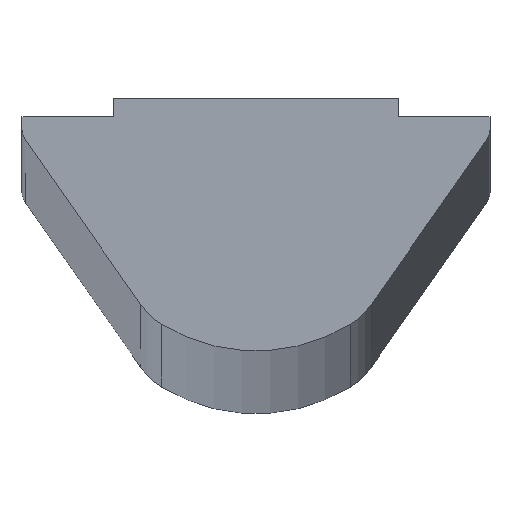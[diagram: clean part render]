
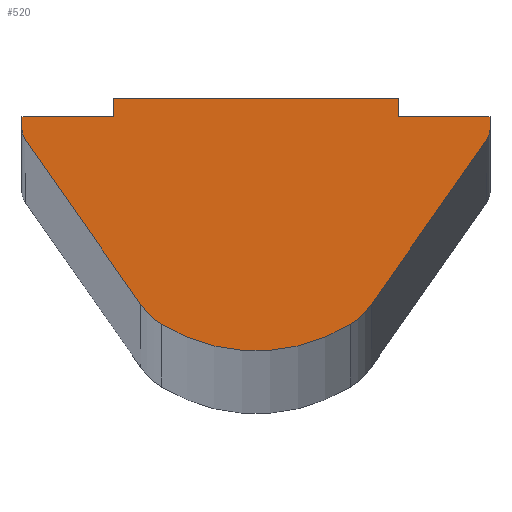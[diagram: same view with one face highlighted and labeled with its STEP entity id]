
A CAD part, top view. The second image highlights one B-rep face of the part: STEP entity #520.
In plain terms, the highlighted face is planar.
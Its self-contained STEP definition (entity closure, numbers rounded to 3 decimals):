
#35=PLANE('',#497);
#37=CIRCLE('',#474,0.5);
#39=CIRCLE('',#478,2.);
#41=CIRCLE('',#481,5.);
#43=CIRCLE('',#484,2.);
#45=CIRCLE('',#488,0.5);
#103=ORIENTED_EDGE('',*,*,#263,.T.);
#104=ORIENTED_EDGE('',*,*,#224,.T.);
#105=ORIENTED_EDGE('',*,*,#228,.T.);
#106=ORIENTED_EDGE('',*,*,#231,.T.);
#107=ORIENTED_EDGE('',*,*,#234,.T.);
#108=ORIENTED_EDGE('',*,*,#237,.T.);
#109=ORIENTED_EDGE('',*,*,#240,.T.);
#110=ORIENTED_EDGE('',*,*,#243,.T.);
#111=ORIENTED_EDGE('',*,*,#246,.T.);
#112=ORIENTED_EDGE('',*,*,#249,.T.);
#113=ORIENTED_EDGE('',*,*,#252,.T.);
#114=ORIENTED_EDGE('',*,*,#255,.T.);
#115=ORIENTED_EDGE('',*,*,#258,.T.);
#116=ORIENTED_EDGE('',*,*,#261,.T.);
#134=VECTOR('',#308,1.);
#140=VECTOR('',#334,1.);
#144=VECTOR('',#346,1.);
#147=VECTOR('',#351,1.);
#150=VECTOR('',#356,1.);
#153=VECTOR('',#361,1.);
#156=VECTOR('',#366,1.);
#159=VECTOR('',#371,1.);
#161=VECTOR('',#375,1.);
#166=LINE('',#398,#134);
#172=LINE('',#422,#140);
#176=LINE('',#434,#144);
#179=LINE('',#440,#147);
#182=LINE('',#446,#150);
#185=LINE('',#452,#153);
#188=LINE('',#458,#156);
#191=LINE('',#464,#159);
#193=LINE('',#467,#161);
#196=VERTEX_POINT('',#387);
#197=VERTEX_POINT('',#389);
#200=VERTEX_POINT('',#396);
#202=VERTEX_POINT('',#402);
#204=VERTEX_POINT('',#408);
#206=VERTEX_POINT('',#414);
#208=VERTEX_POINT('',#420);
#210=VERTEX_POINT('',#426);
#212=VERTEX_POINT('',#432);
#214=VERTEX_POINT('',#438);
#216=VERTEX_POINT('',#444);
#218=VERTEX_POINT('',#450);
#220=VERTEX_POINT('',#456);
#222=VERTEX_POINT('',#462);
#224=EDGE_CURVE('',#197,#196,#37,.T.);
#228=EDGE_CURVE('',#196,#200,#166,.T.);
#231=EDGE_CURVE('',#200,#202,#39,.T.);
#234=EDGE_CURVE('',#202,#204,#41,.T.);
#237=EDGE_CURVE('',#204,#206,#43,.T.);
#240=EDGE_CURVE('',#206,#208,#172,.T.);
#243=EDGE_CURVE('',#208,#210,#45,.T.);
#246=EDGE_CURVE('',#210,#212,#176,.T.);
#249=EDGE_CURVE('',#212,#214,#179,.T.);
#252=EDGE_CURVE('',#214,#216,#182,.T.);
#255=EDGE_CURVE('',#216,#218,#185,.T.);
#258=EDGE_CURVE('',#218,#220,#188,.T.);
#261=EDGE_CURVE('',#220,#222,#191,.T.);
#263=EDGE_CURVE('',#222,#197,#193,.T.);
#279=EDGE_LOOP('',(#103,#104,#105,#106,#107,#108,#109,#110,#111,#112,#113,
#114,#115,#116));
#295=FACE_BOUND('',#279,.T.);
#300=DIRECTION('',(-1.,0.,0.));
#301=DIRECTION('',(0.,0.,-0.5));
#308=DIRECTION('',(0.,-4.574,3.203));
#313=DIRECTION('',(-1.,0.,0.));
#314=DIRECTION('',(0.,-1.147,-1.638));
#320=DIRECTION('',(-1.,0.,0.));
#321=DIRECTION('',(0.,-4.262,-2.615));
#327=DIRECTION('',(-1.,0.,0.));
#328=DIRECTION('',(0.,-1.705,1.046));
#334=DIRECTION('',(0.,4.574,3.203));
#339=DIRECTION('',(-1.,0.,0.));
#340=DIRECTION('',(0.,-0.287,0.41));
#346=DIRECTION('',(0.,0.344,0.));
#351=DIRECTION('',(0.,0.,-2.55));
#356=DIRECTION('',(0.,0.5,0.));
#361=DIRECTION('',(0.,0.,-7.9));
#366=DIRECTION('',(0.,-0.5,0.));
#371=DIRECTION('',(0.,0.,-2.55));
#375=DIRECTION('',(0.,-0.344,0.));
#377=DIRECTION('',(-1.,0.,0.));
#378=DIRECTION('',(0.,1.,0.));
#387=CARTESIAN_POINT('',(0.,-5.331,-6.41));
#389=CARTESIAN_POINT('',(0.,-5.044,-6.5));
#390=CARTESIAN_POINT('',(0.,-5.044,-6.));
#396=CARTESIAN_POINT('',(0.,-9.904,-3.207));
#398=CARTESIAN_POINT('',(0.,-5.331,-6.41));
#402=CARTESIAN_POINT('',(0.,-10.462,-2.615));
#404=CARTESIAN_POINT('',(0.,-8.757,-1.569));
#408=CARTESIAN_POINT('',(0.,-10.462,2.615));
#410=CARTESIAN_POINT('',(0.,-6.2,0.));
#414=CARTESIAN_POINT('',(0.,-9.904,3.207));
#416=CARTESIAN_POINT('',(0.,-8.757,1.569));
#420=CARTESIAN_POINT('',(0.,-5.331,6.41));
#422=CARTESIAN_POINT('',(0.,-9.904,3.207));
#426=CARTESIAN_POINT('',(0.,-5.044,6.5));
#428=CARTESIAN_POINT('',(0.,-5.044,6.));
#432=CARTESIAN_POINT('',(0.,-4.7,6.5));
#434=CARTESIAN_POINT('',(0.,-5.044,6.5));
#438=CARTESIAN_POINT('',(0.,-4.7,3.95));
#440=CARTESIAN_POINT('',(0.,-4.7,6.5));
#444=CARTESIAN_POINT('',(0.,-4.2,3.95));
#446=CARTESIAN_POINT('',(0.,-4.7,3.95));
#450=CARTESIAN_POINT('',(0.,-4.2,-3.95));
#452=CARTESIAN_POINT('',(0.,-4.2,3.95));
#456=CARTESIAN_POINT('',(0.,-4.7,-3.95));
#458=CARTESIAN_POINT('',(0.,-4.2,-3.95));
#462=CARTESIAN_POINT('',(0.,-4.7,-6.5));
#464=CARTESIAN_POINT('',(0.,-4.7,-3.95));
#467=CARTESIAN_POINT('',(0.,-4.7,-6.5));
#469=CARTESIAN_POINT('',(0.,-4.7,-6.5));
#474=AXIS2_PLACEMENT_3D('',#390,#300,#301);
#478=AXIS2_PLACEMENT_3D('',#404,#313,#314);
#481=AXIS2_PLACEMENT_3D('',#410,#320,#321);
#484=AXIS2_PLACEMENT_3D('',#416,#327,#328);
#488=AXIS2_PLACEMENT_3D('',#428,#339,#340);
#497=AXIS2_PLACEMENT_3D('',#469,#377,#378);
#520=ADVANCED_FACE('',(#295),#35,.T.);
